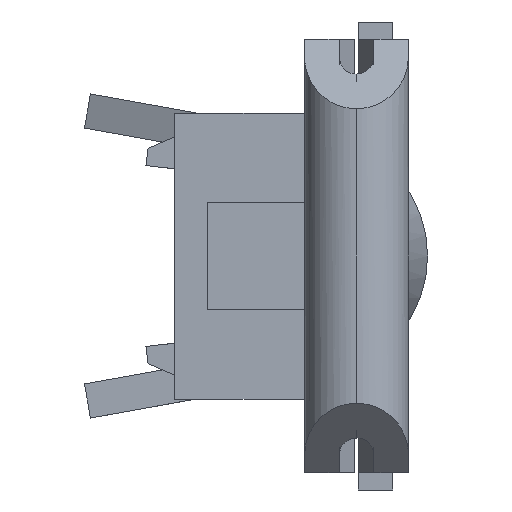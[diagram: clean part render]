
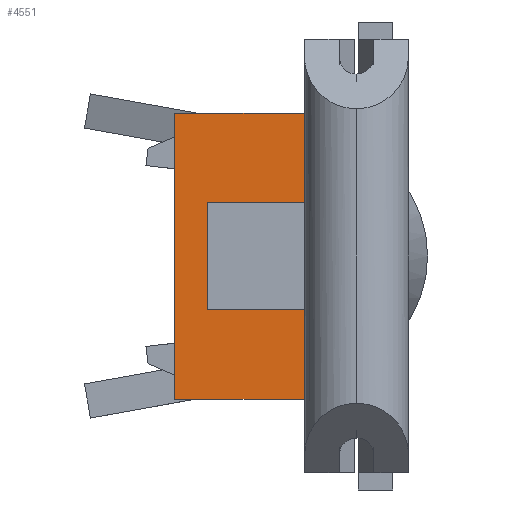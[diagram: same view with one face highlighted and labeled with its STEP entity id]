
A CAD part, left-side view. The second image highlights one B-rep face of the part: STEP entity #4551.
In plain terms, the highlighted planar face has unit normal (-1, 0, 0).
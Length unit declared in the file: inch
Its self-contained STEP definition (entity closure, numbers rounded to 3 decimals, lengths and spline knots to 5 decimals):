
#10 = DIRECTION ( 'NONE',  ( 0., 1., 0. ) ) ;
#92 = ORIENTED_EDGE ( 'NONE', *, *, #3190, .T. ) ;
#144 = DIRECTION ( 'NONE',  ( 0., 0., -1. ) ) ;
#158 = CARTESIAN_POINT ( 'NONE',  ( 0.72, 0.026, 0.31 ) ) ;
#243 = DIRECTION ( 'NONE',  ( 0., 1., 0. ) ) ;
#334 = DIRECTION ( 'NONE',  ( 0., 1., 0. ) ) ;
#682 = VECTOR ( 'NONE', #1680, 39.37008 ) ;
#711 = EDGE_LOOP ( 'NONE', ( #4627, #4642, #3678, #3664, #92, #1036, #3011, #2773 ) ) ;
#788 = EDGE_CURVE ( 'NONE', #3847, #1746, #4844, .T. ) ;
#873 = CARTESIAN_POINT ( 'NONE',  ( 0.72, 0.026, 0.216 ) ) ;
#1036 = ORIENTED_EDGE ( 'NONE', *, *, #5174, .T. ) ;
#1053 = CARTESIAN_POINT ( 'NONE',  ( 0.72, 0.105, 0.31 ) ) ;
#1166 = VERTEX_POINT ( 'NONE', #6095 ) ;
#1173 = CARTESIAN_POINT ( 'NONE',  ( 0.72, 0.086, 0.216 ) ) ;
#1203 = DIRECTION ( 'NONE',  ( 0., 0., -1. ) ) ;
#1475 = EDGE_CURVE ( 'NONE', #1746, #2020, #4594, .T. ) ;
#1610 = VECTOR ( 'NONE', #144, 39.37008 ) ;
#1680 = DIRECTION ( 'NONE',  ( 0., -1., 0. ) ) ;
#1716 = CARTESIAN_POINT ( 'NONE',  ( 0.72, 0.086, 0.154 ) ) ;
#1732 = FACE_OUTER_BOUND ( 'NONE', #711, .T. ) ;
#1746 = VERTEX_POINT ( 'NONE', #1173 ) ;
#1799 = CARTESIAN_POINT ( 'NONE',  ( 0.72, 0.105, 0.2675 ) ) ;
#1849 = VECTOR ( 'NONE', #2875, 39.37008 ) ;
#2020 = VERTEX_POINT ( 'NONE', #1716 ) ;
#2045 = PLANE ( 'NONE',  #3384 ) ;
#2197 = VECTOR ( 'NONE', #5958, 39.37008 ) ;
#2203 = CARTESIAN_POINT ( 'NONE',  ( 0.72, 0.105, 0.1025 ) ) ;
#2548 = CARTESIAN_POINT ( 'NONE',  ( 0.72, 0.105, 0.31 ) ) ;
#2641 = CARTESIAN_POINT ( 'NONE',  ( 0.72, 0.086, 0.216 ) ) ;
#2663 = VECTOR ( 'NONE', #1203, 39.37008 ) ;
#2675 = CARTESIAN_POINT ( 'NONE',  ( 0.72, 0.105, 0.1025 ) ) ;
#2773 = ORIENTED_EDGE ( 'NONE', *, *, #4133, .T. ) ;
#2875 = DIRECTION ( 'NONE',  ( 0., 0., -1. ) ) ;
#2985 = CARTESIAN_POINT ( 'NONE',  ( 0.72, 0.105, 0.2675 ) ) ;
#3011 = ORIENTED_EDGE ( 'NONE', *, *, #6484, .F. ) ;
#3111 = CARTESIAN_POINT ( 'NONE',  ( 0.72, 0.026, 0.154 ) ) ;
#3190 = EDGE_CURVE ( 'NONE', #4928, #5891, #5849, .T. ) ;
#3384 = AXIS2_PLACEMENT_3D ( 'NONE', #2548, #6149, #10 ) ;
#3485 = LINE ( 'NONE', #1799, #4863 ) ;
#3664 = ORIENTED_EDGE ( 'NONE', *, *, #4704, .T. ) ;
#3678 = ORIENTED_EDGE ( 'NONE', *, *, #6076, .F. ) ;
#3734 = VERTEX_POINT ( 'NONE', #3861 ) ;
#3847 = VERTEX_POINT ( 'NONE', #5497 ) ;
#3861 = CARTESIAN_POINT ( 'NONE',  ( 0.72, 0.026, 0.154 ) ) ;
#3986 = VECTOR ( 'NONE', #6176, 39.37008 ) ;
#4041 = LINE ( 'NONE', #158, #2663 ) ;
#4133 = EDGE_CURVE ( 'NONE', #3734, #2020, #4141, .T. ) ;
#4141 = LINE ( 'NONE', #3111, #3986 ) ;
#4391 = CARTESIAN_POINT ( 'NONE',  ( 0.72, 0.026, 0.1025 ) ) ;
#4551 = ADVANCED_FACE ( 'NONE', ( #1732 ), #2045, .F. ) ;
#4594 = LINE ( 'NONE', #2641, #1849 ) ;
#4627 = ORIENTED_EDGE ( 'NONE', *, *, #1475, .F. ) ;
#4642 = ORIENTED_EDGE ( 'NONE', *, *, #788, .F. ) ;
#4704 = EDGE_CURVE ( 'NONE', #1166, #4928, #3485, .T. ) ;
#4736 = VERTEX_POINT ( 'NONE', #4391 ) ;
#4789 = LINE ( 'NONE', #2675, #682 ) ;
#4844 = LINE ( 'NONE', #873, #6037 ) ;
#4863 = VECTOR ( 'NONE', #243, 39.37008 ) ;
#4928 = VERTEX_POINT ( 'NONE', #2985 ) ;
#5174 = EDGE_CURVE ( 'NONE', #5891, #4736, #4789, .T. ) ;
#5450 = CARTESIAN_POINT ( 'NONE',  ( 0.72, 0.026, 0.31 ) ) ;
#5497 = CARTESIAN_POINT ( 'NONE',  ( 0.72, 0.026, 0.216 ) ) ;
#5849 = LINE ( 'NONE', #1053, #1610 ) ;
#5891 = VERTEX_POINT ( 'NONE', #2203 ) ;
#5958 = DIRECTION ( 'NONE',  ( 0., 0., -1. ) ) ;
#6037 = VECTOR ( 'NONE', #334, 39.37008 ) ;
#6076 = EDGE_CURVE ( 'NONE', #1166, #3847, #6445, .T. ) ;
#6095 = CARTESIAN_POINT ( 'NONE',  ( 0.72, 0.026, 0.2675 ) ) ;
#6149 = DIRECTION ( 'NONE',  ( 1., 0., 0. ) ) ;
#6176 = DIRECTION ( 'NONE',  ( 0., 1., 0. ) ) ;
#6445 = LINE ( 'NONE', #5450, #2197 ) ;
#6484 = EDGE_CURVE ( 'NONE', #3734, #4736, #4041, .T. ) ;
